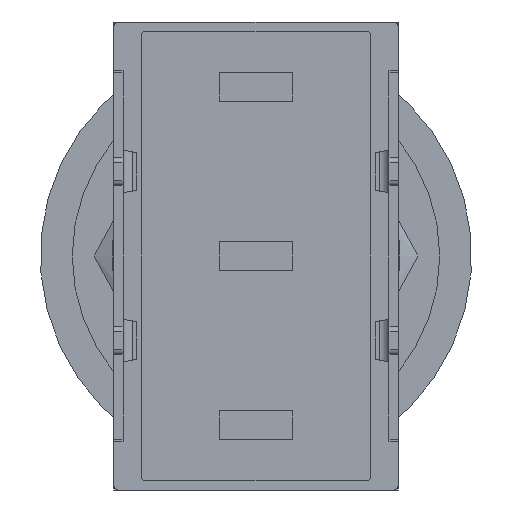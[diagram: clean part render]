
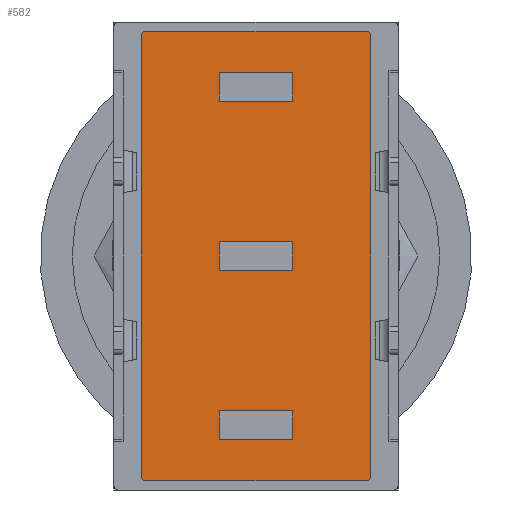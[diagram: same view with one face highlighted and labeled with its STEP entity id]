
A CAD part, front view. The second image highlights one B-rep face of the part: STEP entity #582.
In plain terms, the highlighted planar face has unit normal (0, -1, 0).
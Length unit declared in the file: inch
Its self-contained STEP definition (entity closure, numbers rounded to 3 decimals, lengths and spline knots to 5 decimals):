
#582 = ADVANCED_FACE( '', ( #1197, #1198, #1199, #1200 ), #1201, .F. );
#1197 = FACE_BOUND( '', #1926, .T. );
#1198 = FACE_BOUND( '', #1927, .T. );
#1199 = FACE_BOUND( '', #1928, .T. );
#1200 = FACE_OUTER_BOUND( '', #1929, .T. );
#1201 = PLANE( '', #1930 );
#1926 = EDGE_LOOP( '', ( #3093, #3094, #3095, #3096 ) );
#1927 = EDGE_LOOP( '', ( #3097, #3098, #3099, #3100 ) );
#1928 = EDGE_LOOP( '', ( #3101, #3102, #3103, #3104 ) );
#1929 = EDGE_LOOP( '', ( #3105, #3106, #3107, #3108, #3109, #3110, #3111, #3112 ) );
#1930 = AXIS2_PLACEMENT_3D( '', #3113, #3114, #3115 );
#3093 = ORIENTED_EDGE( '', *, *, #4857, .F. );
#3094 = ORIENTED_EDGE( '', *, *, #4752, .F. );
#3095 = ORIENTED_EDGE( '', *, *, #4908, .T. );
#3096 = ORIENTED_EDGE( '', *, *, #4543, .T. );
#3097 = ORIENTED_EDGE( '', *, *, #4909, .F. );
#3098 = ORIENTED_EDGE( '', *, *, #4708, .F. );
#3099 = ORIENTED_EDGE( '', *, *, #4910, .T. );
#3100 = ORIENTED_EDGE( '', *, *, #4911, .T. );
#3101 = ORIENTED_EDGE( '', *, *, #4666, .F. );
#3102 = ORIENTED_EDGE( '', *, *, #4906, .F. );
#3103 = ORIENTED_EDGE( '', *, *, #4912, .T. );
#3104 = ORIENTED_EDGE( '', *, *, #4913, .T. );
#3105 = ORIENTED_EDGE( '', *, *, #4610, .F. );
#3106 = ORIENTED_EDGE( '', *, *, #4914, .F. );
#3107 = ORIENTED_EDGE( '', *, *, #4915, .F. );
#3108 = ORIENTED_EDGE( '', *, *, #4653, .F. );
#3109 = ORIENTED_EDGE( '', *, *, #4916, .F. );
#3110 = ORIENTED_EDGE( '', *, *, #4917, .F. );
#3111 = ORIENTED_EDGE( '', *, *, #4918, .F. );
#3112 = ORIENTED_EDGE( '', *, *, #4919, .F. );
#3113 = CARTESIAN_POINT( '', ( -0.12038, 0., 0.24088 ) );
#3114 = DIRECTION( '', ( 0., 1., 0. ) );
#3115 = DIRECTION( '', ( 0., 0., 1. ) );
#4543 = EDGE_CURVE( '', #5401, #5398, #5402, .T. );
#4610 = EDGE_CURVE( '', #5520, #5521, #5522, .T. );
#4653 = EDGE_CURVE( '', #5587, #5588, #5589, .T. );
#4666 = EDGE_CURVE( '', #5610, #5605, #5612, .T. );
#4708 = EDGE_CURVE( '', #5681, #5676, #5683, .T. );
#4752 = EDGE_CURVE( '', #5756, #5751, #5758, .T. );
#4857 = EDGE_CURVE( '', #5751, #5398, #5927, .T. );
#4906 = EDGE_CURVE( '', #6002, #5610, #6004, .T. );
#4908 = EDGE_CURVE( '', #5756, #5401, #6006, .T. );
#4909 = EDGE_CURVE( '', #5676, #6007, #6008, .T. );
#4910 = EDGE_CURVE( '', #5681, #6009, #6010, .T. );
#4911 = EDGE_CURVE( '', #6009, #6007, #6011, .T. );
#4912 = EDGE_CURVE( '', #6002, #6012, #6013, .T. );
#4913 = EDGE_CURVE( '', #6012, #5605, #6014, .T. );
#4914 = EDGE_CURVE( '', #6015, #5520, #6016, .T. );
#4915 = EDGE_CURVE( '', #5588, #6015, #6017, .T. );
#4916 = EDGE_CURVE( '', #6018, #5587, #6019, .T. );
#4917 = EDGE_CURVE( '', #6020, #6018, #6021, .T. );
#4918 = EDGE_CURVE( '', #6022, #6020, #6023, .T. );
#4919 = EDGE_CURVE( '', #5521, #6022, #6024, .T. );
#5398 = VERTEX_POINT( '', #6651 );
#5401 = VERTEX_POINT( '', #6655 );
#5402 = LINE( '', #6656, #6657 );
#5520 = VERTEX_POINT( '', #6841 );
#5521 = VERTEX_POINT( '', #6842 );
#5522 = LINE( '', #6843, #6844 );
#5587 = VERTEX_POINT( '', #6934 );
#5588 = VERTEX_POINT( '', #6935 );
#5589 = CIRCLE( '', #6936, 0.00512 );
#5605 = VERTEX_POINT( '', #6958 );
#5610 = VERTEX_POINT( '', #6965 );
#5612 = LINE( '', #6968, #6969 );
#5676 = VERTEX_POINT( '', #7054 );
#5681 = VERTEX_POINT( '', #7061 );
#5683 = LINE( '', #7064, #7065 );
#5751 = VERTEX_POINT( '', #7161 );
#5756 = VERTEX_POINT( '', #7168 );
#5758 = LINE( '', #7171, #7172 );
#5927 = LINE( '', #7413, #7414 );
#6002 = VERTEX_POINT( '', #7527 );
#6004 = LINE( '', #7530, #7531 );
#6006 = LINE( '', #7533, #7534 );
#6007 = VERTEX_POINT( '', #7535 );
#6008 = LINE( '', #7536, #7537 );
#6009 = VERTEX_POINT( '', #7538 );
#6010 = LINE( '', #7539, #7540 );
#6011 = LINE( '', #7541, #7542 );
#6012 = VERTEX_POINT( '', #7543 );
#6013 = LINE( '', #7544, #7545 );
#6014 = LINE( '', #7546, #7547 );
#6015 = VERTEX_POINT( '', #7548 );
#6016 = CIRCLE( '', #7549, 0.00512 );
#6017 = LINE( '', #7550, #7551 );
#6018 = VERTEX_POINT( '', #7552 );
#6019 = LINE( '', #7553, #7554 );
#6020 = VERTEX_POINT( '', #7555 );
#6021 = CIRCLE( '', #7556, 0.00512 );
#6022 = VERTEX_POINT( '', #7557 );
#6023 = LINE( '', #7558, #7559 );
#6024 = CIRCLE( '', #7560, 0.00512 );
#6651 = CARTESIAN_POINT( '', ( -0.0395, 0., -0.0155 ) );
#6655 = CARTESIAN_POINT( '', ( 0.0395, 0., -0.0155 ) );
#6656 = CARTESIAN_POINT( '', ( 0.0395, 0., -0.0155 ) );
#6657 = VECTOR( '', #8382, 39.37008 );
#6841 = CARTESIAN_POINT( '', ( -0.1255, 0., -0.24088 ) );
#6842 = CARTESIAN_POINT( '', ( -0.1255, 0., 0.24088 ) );
#6843 = CARTESIAN_POINT( '', ( -0.1255, 0., -0.24088 ) );
#6844 = VECTOR( '', #8437, 39.37008 );
#6934 = CARTESIAN_POINT( '', ( 0.1255, 0., -0.24088 ) );
#6935 = CARTESIAN_POINT( '', ( 0.12038, 0., -0.246 ) );
#6936 = AXIS2_PLACEMENT_3D( '', #8493, #8494, #8495 );
#6958 = CARTESIAN_POINT( '', ( -0.0395, 0., -0.2005 ) );
#6965 = CARTESIAN_POINT( '', ( -0.0395, 0., -0.1695 ) );
#6968 = CARTESIAN_POINT( '', ( -0.0395, 0., -0.1695 ) );
#6969 = VECTOR( '', #8508, 39.37008 );
#7054 = CARTESIAN_POINT( '', ( -0.0395, 0., 0.2005 ) );
#7061 = CARTESIAN_POINT( '', ( 0.0395, 0., 0.2005 ) );
#7064 = CARTESIAN_POINT( '', ( 0.0395, 0., 0.2005 ) );
#7065 = VECTOR( '', #8557, 39.37008 );
#7161 = CARTESIAN_POINT( '', ( -0.0395, 0., 0.0155 ) );
#7168 = CARTESIAN_POINT( '', ( 0.0395, 0., 0.0155 ) );
#7171 = CARTESIAN_POINT( '', ( 0.0395, 0., 0.0155 ) );
#7172 = VECTOR( '', #8610, 39.37008 );
#7413 = CARTESIAN_POINT( '', ( -0.0395, 0., 0.0155 ) );
#7414 = VECTOR( '', #8710, 39.37008 );
#7527 = CARTESIAN_POINT( '', ( 0.0395, 0., -0.1695 ) );
#7530 = CARTESIAN_POINT( '', ( 0.0395, 0., -0.1695 ) );
#7531 = VECTOR( '', #8753, 39.37008 );
#7533 = CARTESIAN_POINT( '', ( 0.0395, 0., 0.0155 ) );
#7534 = VECTOR( '', #8754, 39.37008 );
#7535 = CARTESIAN_POINT( '', ( -0.0395, 0., 0.1695 ) );
#7536 = CARTESIAN_POINT( '', ( -0.0395, 0., 0.2005 ) );
#7537 = VECTOR( '', #8755, 39.37008 );
#7538 = CARTESIAN_POINT( '', ( 0.0395, 0., 0.1695 ) );
#7539 = CARTESIAN_POINT( '', ( 0.0395, 0., 0.2005 ) );
#7540 = VECTOR( '', #8756, 39.37008 );
#7541 = CARTESIAN_POINT( '', ( 0.0395, 0., 0.1695 ) );
#7542 = VECTOR( '', #8757, 39.37008 );
#7543 = CARTESIAN_POINT( '', ( 0.0395, 0., -0.2005 ) );
#7544 = CARTESIAN_POINT( '', ( 0.0395, 0., -0.1695 ) );
#7545 = VECTOR( '', #8758, 39.37008 );
#7546 = CARTESIAN_POINT( '', ( 0.0395, 0., -0.2005 ) );
#7547 = VECTOR( '', #8759, 39.37008 );
#7548 = CARTESIAN_POINT( '', ( -0.12038, 0., -0.246 ) );
#7549 = AXIS2_PLACEMENT_3D( '', #8760, #8761, #8762 );
#7550 = CARTESIAN_POINT( '', ( 0.12038, 0., -0.246 ) );
#7551 = VECTOR( '', #8763, 39.37008 );
#7552 = CARTESIAN_POINT( '', ( 0.1255, 0., 0.24088 ) );
#7553 = CARTESIAN_POINT( '', ( 0.1255, 0., 0.24088 ) );
#7554 = VECTOR( '', #8764, 39.37008 );
#7555 = CARTESIAN_POINT( '', ( 0.12038, 0., 0.246 ) );
#7556 = AXIS2_PLACEMENT_3D( '', #8765, #8766, #8767 );
#7557 = CARTESIAN_POINT( '', ( -0.12038, 0., 0.246 ) );
#7558 = CARTESIAN_POINT( '', ( -0.12038, 0., 0.246 ) );
#7559 = VECTOR( '', #8768, 39.37008 );
#7560 = AXIS2_PLACEMENT_3D( '', #8769, #8770, #8771 );
#8382 = DIRECTION( '', ( -1., 0., 0. ) );
#8437 = DIRECTION( '', ( 0., 0., 1. ) );
#8493 = CARTESIAN_POINT( '', ( 0.12038, 0., -0.24088 ) );
#8494 = DIRECTION( '', ( 0., 1., 0. ) );
#8495 = DIRECTION( '', ( 1., 0., 0. ) );
#8508 = DIRECTION( '', ( 0., 0., -1. ) );
#8557 = DIRECTION( '', ( -1., 0., 0. ) );
#8610 = DIRECTION( '', ( -1., 0., 0. ) );
#8710 = DIRECTION( '', ( 0., 0., -1. ) );
#8753 = DIRECTION( '', ( -1., 0., 0. ) );
#8754 = DIRECTION( '', ( 0., 0., -1. ) );
#8755 = DIRECTION( '', ( 0., 0., -1. ) );
#8756 = DIRECTION( '', ( 0., 0., -1. ) );
#8757 = DIRECTION( '', ( -1., 0., 0. ) );
#8758 = DIRECTION( '', ( 0., 0., -1. ) );
#8759 = DIRECTION( '', ( -1., 0., 0. ) );
#8760 = CARTESIAN_POINT( '', ( -0.12038, 0., -0.24088 ) );
#8761 = DIRECTION( '', ( 0., 1., 0. ) );
#8762 = DIRECTION( '', ( 1., 0., 0. ) );
#8763 = DIRECTION( '', ( -1., 0., 0. ) );
#8764 = DIRECTION( '', ( 0., 0., -1. ) );
#8765 = CARTESIAN_POINT( '', ( 0.12038, 0., 0.24088 ) );
#8766 = DIRECTION( '', ( 0., 1., 0. ) );
#8767 = DIRECTION( '', ( 1., 0., 0. ) );
#8768 = DIRECTION( '', ( 1., 0., 0. ) );
#8769 = CARTESIAN_POINT( '', ( -0.12038, 0., 0.24088 ) );
#8770 = DIRECTION( '', ( 0., 1., 0. ) );
#8771 = DIRECTION( '', ( 1., 0., 0. ) );
